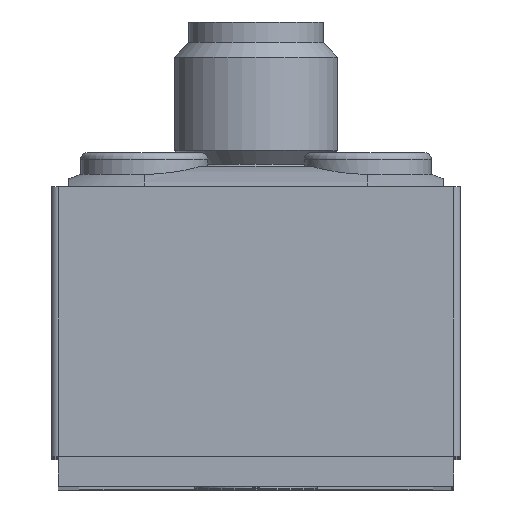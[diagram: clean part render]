
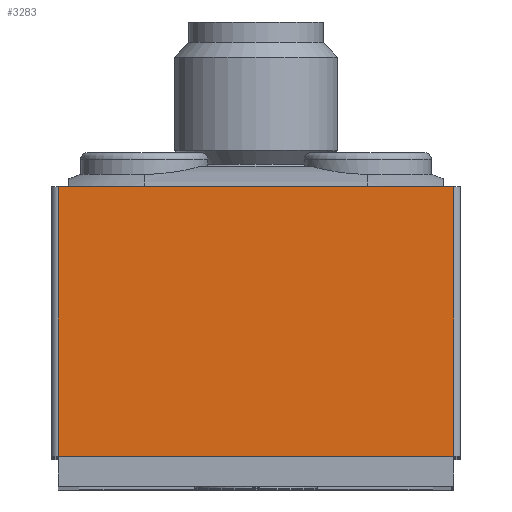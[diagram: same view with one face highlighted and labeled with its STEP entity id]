
A CAD part, top view. The second image highlights one B-rep face of the part: STEP entity #3283.
In plain terms, the highlighted planar face has unit normal (0, 0, 1).
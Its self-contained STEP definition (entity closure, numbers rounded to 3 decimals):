
#643=ORIENTED_EDGE('',*,*,#1436,.T.);
#644=ORIENTED_EDGE('',*,*,#1437,.T.);
#645=ORIENTED_EDGE('',*,*,#1438,.F.);
#646=ORIENTED_EDGE('',*,*,#1291,.F.);
#1291=EDGE_CURVE('',#1709,#1710,#1986,.T.);
#1436=EDGE_CURVE('',#1709,#1809,#2118,.T.);
#1437=EDGE_CURVE('',#1809,#1810,#2119,.T.);
#1438=EDGE_CURVE('',#1710,#1810,#2120,.T.);
#1709=VERTEX_POINT('',#5186);
#1710=VERTEX_POINT('',#5187);
#1809=VERTEX_POINT('',#5463);
#1810=VERTEX_POINT('',#5467);
#1986=LINE('',#5185,#2240);
#2118=LINE('',#5464,#2372);
#2119=LINE('',#5466,#2373);
#2120=LINE('',#5468,#2374);
#2240=VECTOR('',#4053,1000.);
#2372=VECTOR('',#4277,1000.);
#2373=VECTOR('',#4280,1000.);
#2374=VECTOR('',#4281,1000.);
#2514=EDGE_LOOP('',(#643,#644,#645,#646));
#2838=FACE_BOUND('',#2514,.T.);
#3131=PLANE('',#3583);
#3283=ADVANCED_FACE('',(#2838),#3131,.F.);
#3583=AXIS2_PLACEMENT_3D('',#5465,#4278,#4279);
#4053=DIRECTION('',(1.,0.,0.));
#4277=DIRECTION('',(0.,-1.,0.));
#4278=DIRECTION('',(0.,0.,-1.));
#4279=DIRECTION('',(-1.,0.,0.));
#4280=DIRECTION('',(1.,0.,0.));
#4281=DIRECTION('',(0.,-1.,0.));
#5185=CARTESIAN_POINT('',(0.5,22.,151.));
#5186=CARTESIAN_POINT('',(0.5,22.,151.));
#5187=CARTESIAN_POINT('',(29.5,22.,151.));
#5463=CARTESIAN_POINT('',(0.5,2.2,151.));
#5464=CARTESIAN_POINT('',(0.5,22.,151.));
#5465=CARTESIAN_POINT('',(0.5,22.,151.));
#5466=CARTESIAN_POINT('',(0.5,2.2,151.));
#5467=CARTESIAN_POINT('',(29.5,2.2,151.));
#5468=CARTESIAN_POINT('',(29.5,22.,151.));
